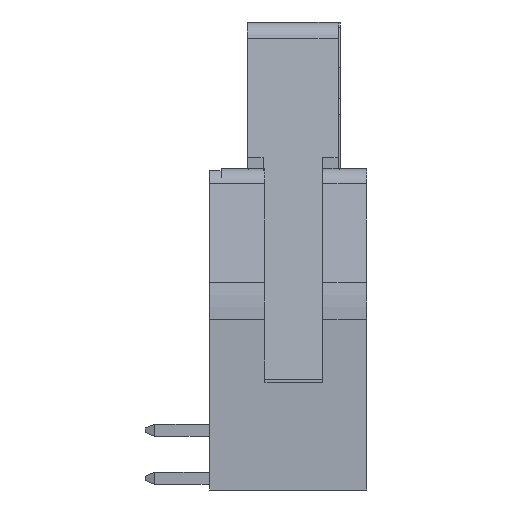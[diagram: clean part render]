
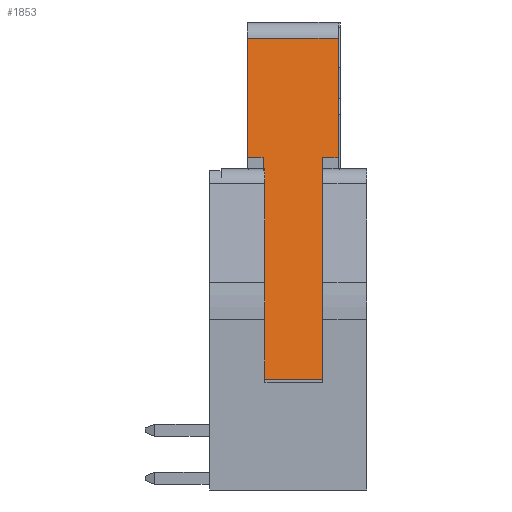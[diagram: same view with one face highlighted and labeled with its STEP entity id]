
A CAD part, left-side view. The second image highlights one B-rep face of the part: STEP entity #1853.
In plain terms, the highlighted face is planar.
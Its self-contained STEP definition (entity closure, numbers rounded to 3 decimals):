
#1853 = ADVANCED_FACE( '', ( #3378 ), #3379, .T. );
#3378 = FACE_OUTER_BOUND( '', #4819, .T. );
#3379 = PLANE( '', #4820 );
#4819 = EDGE_LOOP( '', ( #8790, #8791, #8792, #8793, #8794, #8795, #8796, #8797 ) );
#4820 = AXIS2_PLACEMENT_3D( '', #8798, #8799, #8800 );
#8790 = ORIENTED_EDGE( '', *, *, #11524, .T. );
#8791 = ORIENTED_EDGE( '', *, *, #11281, .F. );
#8792 = ORIENTED_EDGE( '', *, *, #11312, .F. );
#8793 = ORIENTED_EDGE( '', *, *, #11245, .T. );
#8794 = ORIENTED_EDGE( '', *, *, #10161, .F. );
#8795 = ORIENTED_EDGE( '', *, *, #10174, .F. );
#8796 = ORIENTED_EDGE( '', *, *, #10820, .T. );
#8797 = ORIENTED_EDGE( '', *, *, #11343, .F. );
#8798 = CARTESIAN_POINT( '', ( 2.278, -2.4, 11.55 ) );
#8799 = DIRECTION( '', ( 0.991, 0., 0.13 ) );
#8800 = DIRECTION( '', ( 0.13, 0., -0.991 ) );
#10161 = EDGE_CURVE( '', #12376, #12371, #12378, .T. );
#10174 = EDGE_CURVE( '', #12401, #12376, #12403, .T. );
#10820 = EDGE_CURVE( '', #12401, #13449, #13452, .T. );
#11245 = EDGE_CURVE( '', #14044, #12371, #14045, .T. );
#11281 = EDGE_CURVE( '', #14090, #14092, #14093, .T. );
#11312 = EDGE_CURVE( '', #14044, #14090, #14131, .T. );
#11343 = EDGE_CURVE( '', #14170, #13449, #14172, .T. );
#11524 = EDGE_CURVE( '', #14170, #14092, #14398, .T. );
#12371 = VERTEX_POINT( '', #15565 );
#12376 = VERTEX_POINT( '', #15572 );
#12378 = LINE( '', #15575, #15576 );
#12401 = VERTEX_POINT( '', #15607 );
#12403 = LINE( '', #15610, #15611 );
#13449 = VERTEX_POINT( '', #17163 );
#13452 = LINE( '', #17167, #17168 );
#14044 = VERTEX_POINT( '', #18052 );
#14045 = LINE( '', #18053, #18054 );
#14090 = VERTEX_POINT( '', #18122 );
#14092 = VERTEX_POINT( '', #18124 );
#14093 = LINE( '', #18125, #18126 );
#14131 = LINE( '', #18180, #18181 );
#14170 = VERTEX_POINT( '', #18239 );
#14172 = LINE( '', #18242, #18243 );
#14398 = LINE( '', #18584, #18585 );
#15565 = CARTESIAN_POINT( '', ( 3.107, -2.4, 5.248 ) );
#15572 = CARTESIAN_POINT( '', ( 3.107, -1.57, 5.248 ) );
#15575 = CARTESIAN_POINT( '', ( 3.107, -1.57, 5.248 ) );
#15576 = VECTOR( '', #19169, 1000. );
#15607 = CARTESIAN_POINT( '', ( 4.65, -1.57, -6.49 ) );
#15610 = CARTESIAN_POINT( '', ( 3.107, -1.57, 5.248 ) );
#15611 = VECTOR( '', #19185, 1000. );
#17163 = CARTESIAN_POINT( '', ( 4.65, 1.57, -6.49 ) );
#17167 = CARTESIAN_POINT( '', ( 4.65, -2.4, -6.49 ) );
#17168 = VECTOR( '', #19765, 1000. );
#18052 = CARTESIAN_POINT( '', ( 2.278, -2.4, 11.55 ) );
#18053 = CARTESIAN_POINT( '', ( 2.278, -2.4, 11.55 ) );
#18054 = VECTOR( '', #20124, 1000. );
#18122 = CARTESIAN_POINT( '', ( 2.278, 2.4, 11.55 ) );
#18124 = CARTESIAN_POINT( '', ( 3.107, 2.4, 5.248 ) );
#18125 = CARTESIAN_POINT( '', ( 2.278, 2.4, 11.55 ) );
#18126 = VECTOR( '', #20154, 1000. );
#18180 = CARTESIAN_POINT( '', ( 2.278, -2.4, 11.55 ) );
#18181 = VECTOR( '', #20174, 1000. );
#18239 = CARTESIAN_POINT( '', ( 3.107, 1.57, 5.248 ) );
#18242 = CARTESIAN_POINT( '', ( 3.107, 1.57, 5.248 ) );
#18243 = VECTOR( '', #20198, 1000. );
#18584 = CARTESIAN_POINT( '', ( 3.107, 1.57, 5.248 ) );
#18585 = VECTOR( '', #20335, 1000. );
#19169 = DIRECTION( '', ( 0., -1., 0. ) );
#19185 = DIRECTION( '', ( -0.13, 0., 0.991 ) );
#19765 = DIRECTION( '', ( 0., 1., 0. ) );
#20124 = DIRECTION( '', ( 0.13, 0., -0.991 ) );
#20154 = DIRECTION( '', ( 0.13, 0., -0.991 ) );
#20174 = DIRECTION( '', ( 0., 1., 0. ) );
#20198 = DIRECTION( '', ( 0.13, 0., -0.991 ) );
#20335 = DIRECTION( '', ( 0., 1., 0. ) );
